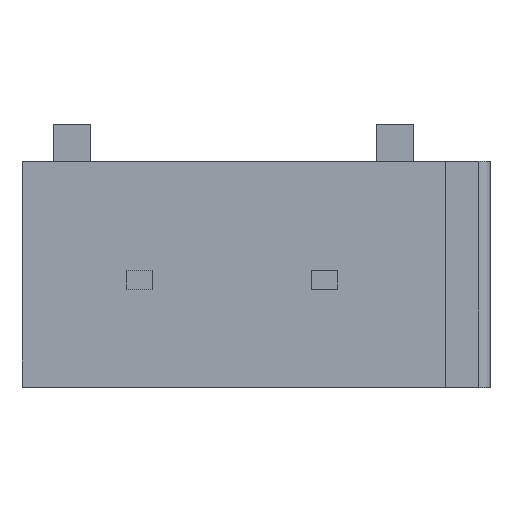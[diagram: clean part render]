
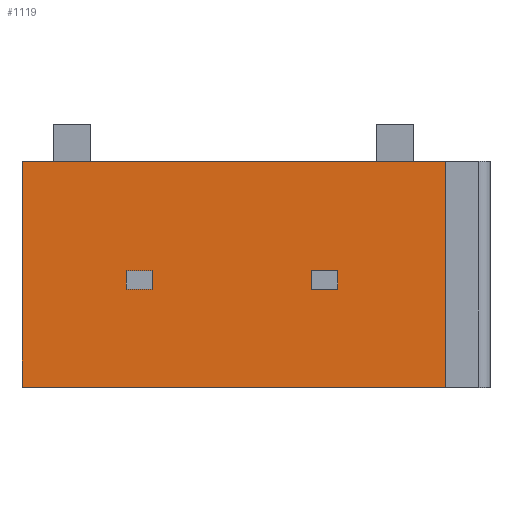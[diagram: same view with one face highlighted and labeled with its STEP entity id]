
A CAD part, top view. The second image highlights one B-rep face of the part: STEP entity #1119.
In plain terms, the highlighted planar face has unit normal (0, 0, 1).
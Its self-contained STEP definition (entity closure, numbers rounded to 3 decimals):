
#23=DIRECTION('',(1.,0.,0.));
#24=VECTOR('',#23,11.4);
#25=CARTESIAN_POINT('',(-6.3,-2.88,4.55));
#26=LINE('',#25,#24);
#70=DIRECTION('',(0.,1.,0.));
#71=VECTOR('',#70,6.08);
#72=CARTESIAN_POINT('',(5.1,-2.88,4.55));
#73=LINE('',#72,#71);
#74=DIRECTION('',(0.,1.,0.));
#75=VECTOR('',#74,6.08);
#76=CARTESIAN_POINT('',(-6.3,-2.88,4.55));
#77=LINE('',#76,#75);
#78=DIRECTION('',(-1.,0.,0.));
#79=VECTOR('',#78,0.7);
#80=CARTESIAN_POINT('',(-2.8,0.25,4.55));
#81=LINE('',#80,#79);
#82=DIRECTION('',(0.,-1.,0.));
#83=VECTOR('',#82,0.5);
#84=CARTESIAN_POINT('',(-3.5,0.25,4.55));
#85=LINE('',#84,#83);
#86=DIRECTION('',(1.,0.,0.));
#87=VECTOR('',#86,0.7);
#88=CARTESIAN_POINT('',(-3.5,-0.25,4.55));
#89=LINE('',#88,#87);
#90=DIRECTION('',(0.,1.,0.));
#91=VECTOR('',#90,0.5);
#92=CARTESIAN_POINT('',(-2.8,-0.25,4.55));
#93=LINE('',#92,#91);
#94=DIRECTION('',(-1.,0.,0.));
#95=VECTOR('',#94,0.7);
#96=CARTESIAN_POINT('',(2.2,0.25,4.55));
#97=LINE('',#96,#95);
#98=DIRECTION('',(0.,-1.,0.));
#99=VECTOR('',#98,0.5);
#100=CARTESIAN_POINT('',(1.5,0.25,4.55));
#101=LINE('',#100,#99);
#102=DIRECTION('',(1.,0.,0.));
#103=VECTOR('',#102,0.7);
#104=CARTESIAN_POINT('',(1.5,-0.25,4.55));
#105=LINE('',#104,#103);
#106=DIRECTION('',(0.,1.,0.));
#107=VECTOR('',#106,0.5);
#108=CARTESIAN_POINT('',(2.2,-0.25,4.55));
#109=LINE('',#108,#107);
#164=DIRECTION('',(1.,0.,0.));
#165=VECTOR('',#164,11.4);
#166=CARTESIAN_POINT('',(-6.3,3.2,4.55));
#167=LINE('',#166,#165);
#749=CARTESIAN_POINT('',(-6.3,-2.88,4.55));
#750=CARTESIAN_POINT('',(5.1,-2.88,4.55));
#751=VERTEX_POINT('',#749);
#752=VERTEX_POINT('',#750);
#779=CARTESIAN_POINT('',(-6.3,3.2,4.55));
#780=VERTEX_POINT('',#779);
#781=CARTESIAN_POINT('',(5.1,3.2,4.55));
#782=VERTEX_POINT('',#781);
#933=CARTESIAN_POINT('',(-2.8,0.25,4.55));
#934=CARTESIAN_POINT('',(-3.5,0.25,4.55));
#935=VERTEX_POINT('',#933);
#936=VERTEX_POINT('',#934);
#937=CARTESIAN_POINT('',(-3.5,-0.25,4.55));
#938=VERTEX_POINT('',#937);
#939=CARTESIAN_POINT('',(-2.8,-0.25,4.55));
#940=VERTEX_POINT('',#939);
#941=CARTESIAN_POINT('',(2.2,0.25,4.55));
#942=CARTESIAN_POINT('',(1.5,0.25,4.55));
#943=VERTEX_POINT('',#941);
#944=VERTEX_POINT('',#942);
#945=CARTESIAN_POINT('',(1.5,-0.25,4.55));
#946=VERTEX_POINT('',#945);
#947=CARTESIAN_POINT('',(2.2,-0.25,4.55));
#948=VERTEX_POINT('',#947);
#1086=CARTESIAN_POINT('',(-6.3,-2.88,4.55));
#1087=DIRECTION('',(0.,0.,1.));
#1088=DIRECTION('',(1.,0.,0.));
#1089=AXIS2_PLACEMENT_3D('',#1086,#1087,#1088);
#1090=PLANE('',#1089);
#1092=ORIENTED_EDGE('',*,*,#1091,.T.);
#1094=ORIENTED_EDGE('',*,*,#1093,.T.);
#1095=ORIENTED_EDGE('',*,*,#1077,.F.);
#1096=ORIENTED_EDGE('',*,*,#996,.F.);
#1097=EDGE_LOOP('',(#1092,#1094,#1095,#1096));
#1098=FACE_OUTER_BOUND('',#1097,.F.);
#1100=ORIENTED_EDGE('',*,*,#1099,.T.);
#1102=ORIENTED_EDGE('',*,*,#1101,.T.);
#1104=ORIENTED_EDGE('',*,*,#1103,.T.);
#1106=ORIENTED_EDGE('',*,*,#1105,.T.);
#1107=EDGE_LOOP('',(#1100,#1102,#1104,#1106));
#1108=FACE_BOUND('',#1107,.F.);
#1110=ORIENTED_EDGE('',*,*,#1109,.T.);
#1112=ORIENTED_EDGE('',*,*,#1111,.T.);
#1114=ORIENTED_EDGE('',*,*,#1113,.T.);
#1116=ORIENTED_EDGE('',*,*,#1115,.T.);
#1117=EDGE_LOOP('',(#1110,#1112,#1114,#1116));
#1118=FACE_BOUND('',#1117,.F.);
#1119=ADVANCED_FACE('',(#1098,#1108,#1118),#1090,.T.);
#996=EDGE_CURVE('',#751,#752,#26,.T.);
#1077=EDGE_CURVE('',#752,#782,#73,.T.);
#1091=EDGE_CURVE('',#751,#780,#77,.T.);
#1093=EDGE_CURVE('',#780,#782,#167,.T.);
#1099=EDGE_CURVE('',#935,#936,#81,.T.);
#1101=EDGE_CURVE('',#936,#938,#85,.T.);
#1103=EDGE_CURVE('',#938,#940,#89,.T.);
#1105=EDGE_CURVE('',#940,#935,#93,.T.);
#1109=EDGE_CURVE('',#943,#944,#97,.T.);
#1111=EDGE_CURVE('',#944,#946,#101,.T.);
#1113=EDGE_CURVE('',#946,#948,#105,.T.);
#1115=EDGE_CURVE('',#948,#943,#109,.T.);
